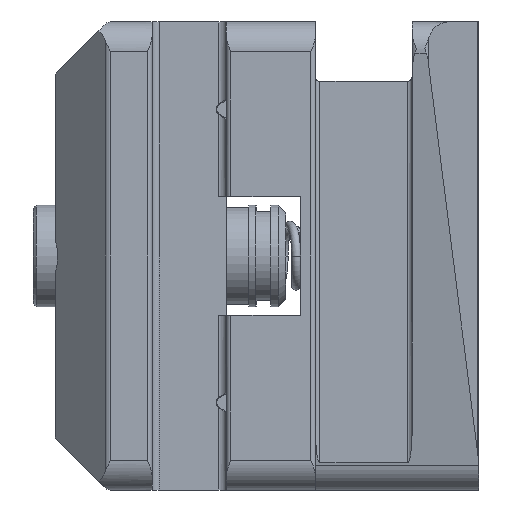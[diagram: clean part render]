
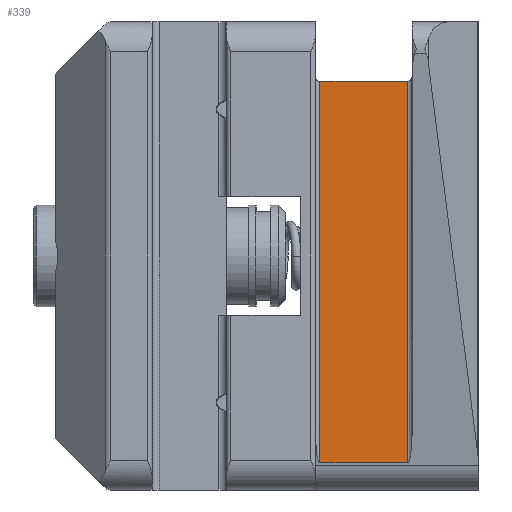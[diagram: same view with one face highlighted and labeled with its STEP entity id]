
A CAD part, left-side view. The second image highlights one B-rep face of the part: STEP entity #339.
In plain terms, the highlighted planar face has unit normal (-1, 0, 0).
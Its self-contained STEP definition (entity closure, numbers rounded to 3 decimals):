
#339 = ADVANCED_FACE( '', ( #695 ), #696, .F. );
#695 = FACE_OUTER_BOUND( '', #1360, .T. );
#696 = PLANE( '', #1361 );
#1360 = EDGE_LOOP( '', ( #2616, #2617, #2618, #2619 ) );
#1361 = AXIS2_PLACEMENT_3D( '', #2620, #2621, #2622 );
#2616 = ORIENTED_EDGE( '', *, *, #4512, .F. );
#2617 = ORIENTED_EDGE( '', *, *, #4513, .F. );
#2618 = ORIENTED_EDGE( '', *, *, #4450, .F. );
#2619 = ORIENTED_EDGE( '', *, *, #4514, .T. );
#2620 = CARTESIAN_POINT( '', ( 5.9, -0.3, 15.75 ) );
#2621 = DIRECTION( '', ( 1., 0., 0. ) );
#2622 = DIRECTION( '', ( 0., 1., 0. ) );
#4450 = EDGE_CURVE( '', #5341, #5343, #5344, .T. );
#4512 = EDGE_CURVE( '', #5441, #5442, #5443, .T. );
#4513 = EDGE_CURVE( '', #5343, #5441, #5444, .T. );
#4514 = EDGE_CURVE( '', #5341, #5442, #5445, .T. );
#5341 = VERTEX_POINT( '', #7001 );
#5343 = VERTEX_POINT( '', #7004 );
#5344 = LINE( '', #7005, #7006 );
#5441 = VERTEX_POINT( '', #7180 );
#5442 = VERTEX_POINT( '', #7181 );
#5443 = LINE( '', #7182, #7183 );
#5444 = LINE( '', #7184, #7185 );
#5445 = LINE( '', #7186, #7187 );
#7001 = CARTESIAN_POINT( '', ( 5.9, -0.3, 11.75 ) );
#7004 = CARTESIAN_POINT( '', ( 5.9, -6.2, 11.75 ) );
#7005 = CARTESIAN_POINT( '', ( 5.9, -0.3, 11.75 ) );
#7006 = VECTOR( '', #8984, 1000. );
#7180 = CARTESIAN_POINT( '', ( 5.9, -6.2, -13.911 ) );
#7181 = CARTESIAN_POINT( '', ( 5.9, -0.3, -13.911 ) );
#7182 = CARTESIAN_POINT( '', ( 5.9, -0.3, -13.911 ) );
#7183 = VECTOR( '', #9061, 1000. );
#7184 = CARTESIAN_POINT( '', ( 5.9, -6.2, 15.75 ) );
#7185 = VECTOR( '', #9062, 1000. );
#7186 = CARTESIAN_POINT( '', ( 5.9, -0.3, 15.75 ) );
#7187 = VECTOR( '', #9063, 1000. );
#8984 = DIRECTION( '', ( 0., -1., 0. ) );
#9061 = DIRECTION( '', ( 0., 1., 0. ) );
#9062 = DIRECTION( '', ( 0., 0., -1. ) );
#9063 = DIRECTION( '', ( 0., 0., -1. ) );
